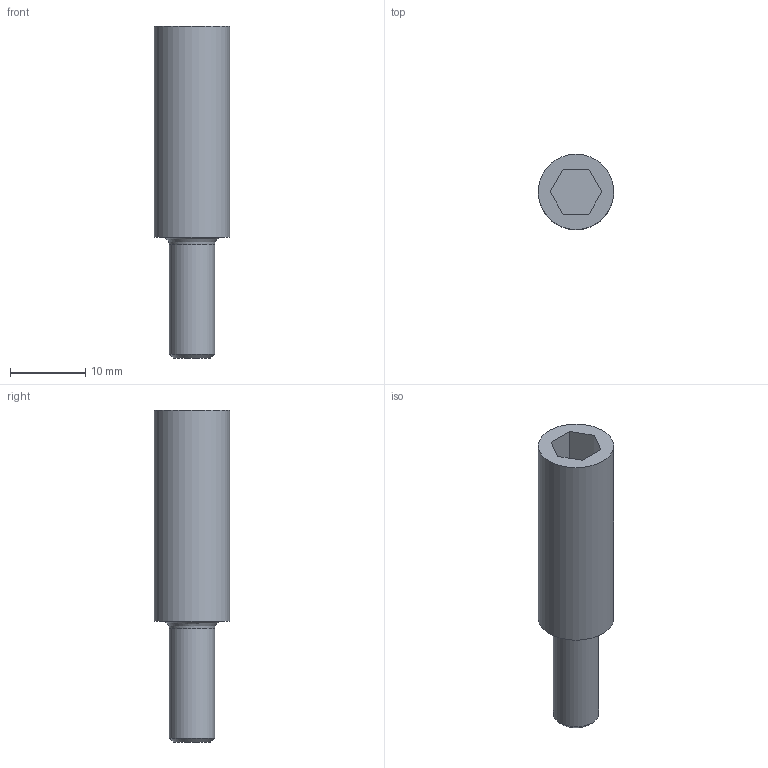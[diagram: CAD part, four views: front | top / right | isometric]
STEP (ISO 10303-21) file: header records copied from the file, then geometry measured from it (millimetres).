
FILE_DESCRIPTION(('STEP AP203'),'2;1');
FILE_NAME('XT10203.stp','2011-02-02T13:37:32',(''),(''),'2009.3.110','THINKDESIGN','');
FILE_SCHEMA(('CONFIG_CONTROL_DESIGN'));
Length unit declared in the file: millimetre
Bounding box: 10 x 10 x 44 mm (x, y, z)
Volume: 2295.6 mm3; surface area: 1566.4 mm2
Topology: 1 solids, 1 shells, 14 faces, 34 edges, 24 vertices
Faces by surface type: plane 10, cylinder 2, bspline 2
Full cylindrical faces by diameter (mm): 6 x1, 10 x1
Entity records: 672 total; most frequent: CARTESIAN_POINT 235, DIRECTION 71, ORIENTED_EDGE 68, EDGE_CURVE 34, AXIS2_PLACEMENT_3D 25, VERTEX_POINT 24, VECTOR 21, LINE 21
